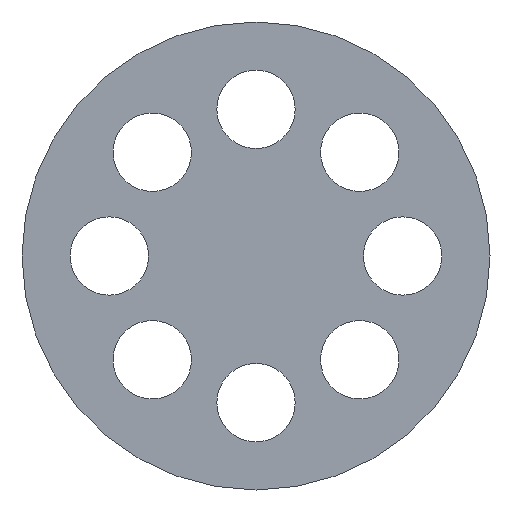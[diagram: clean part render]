
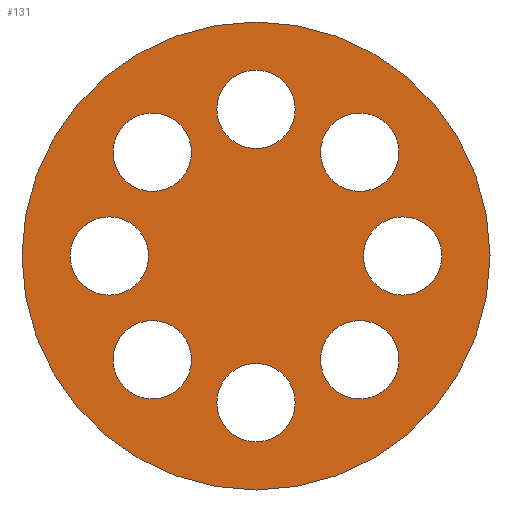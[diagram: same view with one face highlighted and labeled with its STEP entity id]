
A CAD part, left-side view. The second image highlights one B-rep face of the part: STEP entity #131.
In plain terms, the highlighted planar face has unit normal (-1, 0, 0).
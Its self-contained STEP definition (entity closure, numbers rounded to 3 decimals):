
#131 = ADVANCED_FACE( '', ( #275, #276, #277, #278, #279, #280, #281, #282, #283 ), #284, .F. );
#275 = FACE_BOUND( '', #420, .T. );
#276 = FACE_BOUND( '', #421, .T. );
#277 = FACE_BOUND( '', #422, .T. );
#278 = FACE_BOUND( '', #423, .T. );
#279 = FACE_BOUND( '', #424, .T. );
#280 = FACE_BOUND( '', #425, .T. );
#281 = FACE_BOUND( '', #426, .T. );
#282 = FACE_BOUND( '', #427, .T. );
#283 = FACE_OUTER_BOUND( '', #428, .T. );
#284 = PLANE( '', #429 );
#420 = EDGE_LOOP( '', ( #745 ) );
#421 = EDGE_LOOP( '', ( #746 ) );
#422 = EDGE_LOOP( '', ( #747 ) );
#423 = EDGE_LOOP( '', ( #748 ) );
#424 = EDGE_LOOP( '', ( #749 ) );
#425 = EDGE_LOOP( '', ( #750 ) );
#426 = EDGE_LOOP( '', ( #751 ) );
#427 = EDGE_LOOP( '', ( #752 ) );
#428 = EDGE_LOOP( '', ( #753 ) );
#429 = AXIS2_PLACEMENT_3D( '', #754, #755, #756 );
#745 = ORIENTED_EDGE( '', *, *, #843, .T. );
#746 = ORIENTED_EDGE( '', *, *, #770, .T. );
#747 = ORIENTED_EDGE( '', *, *, #874, .T. );
#748 = ORIENTED_EDGE( '', *, *, #878, .T. );
#749 = ORIENTED_EDGE( '', *, *, #831, .T. );
#750 = ORIENTED_EDGE( '', *, *, #885, .T. );
#751 = ORIENTED_EDGE( '', *, *, #812, .T. );
#752 = ORIENTED_EDGE( '', *, *, #888, .T. );
#753 = ORIENTED_EDGE( '', *, *, #871, .F. );
#754 = CARTESIAN_POINT( '', ( 0., 0., 0. ) );
#755 = DIRECTION( '', ( 1., 0., 0. ) );
#756 = DIRECTION( '', ( 0., 0., -1. ) );
#770 = EDGE_CURVE( '', #902, #902, #903, .T. );
#812 = EDGE_CURVE( '', #975, #975, #976, .T. );
#831 = EDGE_CURVE( '', #1002, #1002, #1003, .T. );
#843 = EDGE_CURVE( '', #1019, #1019, #1020, .T. );
#871 = EDGE_CURVE( '', #1055, #1055, #1056, .T. );
#874 = EDGE_CURVE( '', #1060, #1060, #1061, .T. );
#878 = EDGE_CURVE( '', #1066, #1066, #1067, .T. );
#885 = EDGE_CURVE( '', #1076, #1076, #1077, .T. );
#888 = EDGE_CURVE( '', #1080, #1080, #1081, .T. );
#902 = VERTEX_POINT( '', #1099 );
#903 = CIRCLE( '', #1100, 3.5 );
#975 = VERTEX_POINT( '', #1192 );
#976 = CIRCLE( '', #1193, 3.5 );
#1002 = VERTEX_POINT( '', #1230 );
#1003 = CIRCLE( '', #1231, 3.5 );
#1019 = VERTEX_POINT( '', #1253 );
#1020 = CIRCLE( '', #1254, 3.5 );
#1055 = VERTEX_POINT( '', #1299 );
#1056 = CIRCLE( '', #1300, 20.9 );
#1060 = VERTEX_POINT( '', #1304 );
#1061 = CIRCLE( '', #1305, 3.5 );
#1066 = VERTEX_POINT( '', #1310 );
#1067 = CIRCLE( '', #1311, 3.5 );
#1076 = VERTEX_POINT( '', #1321 );
#1077 = CIRCLE( '', #1322, 3.5 );
#1080 = VERTEX_POINT( '', #1325 );
#1081 = CIRCLE( '', #1326, 3.5 );
#1099 = CARTESIAN_POINT( '', ( 0., -9.263, 5.763 ) );
#1100 = AXIS2_PLACEMENT_3D( '', #1335, #1336, #1337 );
#1192 = CARTESIAN_POINT( '', ( 0., 9.263, -12.763 ) );
#1193 = AXIS2_PLACEMENT_3D( '', #1403, #1404, #1405 );
#1230 = CARTESIAN_POINT( '', ( 0., 13.1, -3.5 ) );
#1231 = AXIS2_PLACEMENT_3D( '', #1420, #1421, #1422 );
#1253 = CARTESIAN_POINT( '', ( 0., 0., 9.6 ) );
#1254 = AXIS2_PLACEMENT_3D( '', #1432, #1433, #1434 );
#1299 = CARTESIAN_POINT( '', ( 0., 0., -20.9 ) );
#1300 = AXIS2_PLACEMENT_3D( '', #1466, #1467, #1468 );
#1304 = CARTESIAN_POINT( '', ( 0., 9.263, 5.763 ) );
#1305 = AXIS2_PLACEMENT_3D( '', #1472, #1473, #1474 );
#1310 = CARTESIAN_POINT( '', ( 0., -13.1, -3.5 ) );
#1311 = AXIS2_PLACEMENT_3D( '', #1478, #1479, #1480 );
#1321 = CARTESIAN_POINT( '', ( 0., -9.263, -12.763 ) );
#1322 = AXIS2_PLACEMENT_3D( '', #1488, #1489, #1490 );
#1325 = CARTESIAN_POINT( '', ( 0., 0., -16.6 ) );
#1326 = AXIS2_PLACEMENT_3D( '', #1491, #1492, #1493 );
#1335 = CARTESIAN_POINT( '', ( 0., -9.263, 9.263 ) );
#1336 = DIRECTION( '', ( 1., 0., 0. ) );
#1337 = DIRECTION( '', ( 0., 0., -1. ) );
#1403 = CARTESIAN_POINT( '', ( 0., 9.263, -9.263 ) );
#1404 = DIRECTION( '', ( 1., 0., 0. ) );
#1405 = DIRECTION( '', ( 0., 0., -1. ) );
#1420 = CARTESIAN_POINT( '', ( 0., 13.1, 0. ) );
#1421 = DIRECTION( '', ( 1., 0., 0. ) );
#1422 = DIRECTION( '', ( 0., 0., -1. ) );
#1432 = CARTESIAN_POINT( '', ( 0., 0., 13.1 ) );
#1433 = DIRECTION( '', ( 1., 0., 0. ) );
#1434 = DIRECTION( '', ( 0., 0., -1. ) );
#1466 = CARTESIAN_POINT( '', ( 0., 0., 0. ) );
#1467 = DIRECTION( '', ( 1., 0., 0. ) );
#1468 = DIRECTION( '', ( 0., 0., -1. ) );
#1472 = CARTESIAN_POINT( '', ( 0., 9.263, 9.263 ) );
#1473 = DIRECTION( '', ( 1., 0., 0. ) );
#1474 = DIRECTION( '', ( 0., 0., -1. ) );
#1478 = CARTESIAN_POINT( '', ( 0., -13.1, 0. ) );
#1479 = DIRECTION( '', ( 1., 0., 0. ) );
#1480 = DIRECTION( '', ( 0., 0., -1. ) );
#1488 = CARTESIAN_POINT( '', ( 0., -9.263, -9.263 ) );
#1489 = DIRECTION( '', ( 1., 0., 0. ) );
#1490 = DIRECTION( '', ( 0., 0., -1. ) );
#1491 = CARTESIAN_POINT( '', ( 0., 0., -13.1 ) );
#1492 = DIRECTION( '', ( 1., 0., 0. ) );
#1493 = DIRECTION( '', ( 0., 0., -1. ) );
